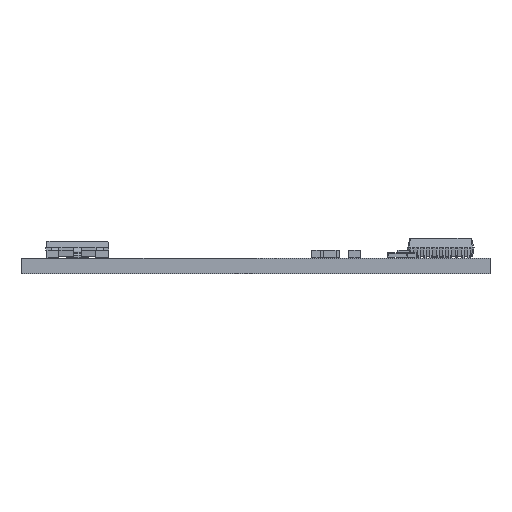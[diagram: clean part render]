
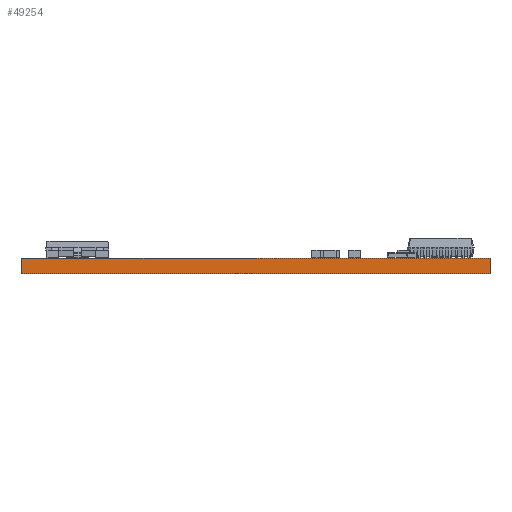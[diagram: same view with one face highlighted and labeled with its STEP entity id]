
A CAD part, left-side view. The second image highlights one B-rep face of the part: STEP entity #49254.
In plain terms, the highlighted planar face has unit normal (-1, 0, 0).
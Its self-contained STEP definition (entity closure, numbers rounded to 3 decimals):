
#49254 = ADVANCED_FACE('',(#49255),#49269,.F.);
#49255 = FACE_BOUND('',#49256,.F.);
#49256 = EDGE_LOOP('',(#49257,#49292,#49320,#49348));
#49257 = ORIENTED_EDGE('',*,*,#49258,.T.);
#49258 = EDGE_CURVE('',#49259,#49261,#49263,.T.);
#49259 = VERTEX_POINT('',#49260);
#49260 = CARTESIAN_POINT('',(99.06,-48.26,0.));
#49261 = VERTEX_POINT('',#49262);
#49262 = CARTESIAN_POINT('',(99.06,-48.26,1.6));
#49263 = SURFACE_CURVE('',#49264,(#49268,#49280),.PCURVE_S1.);
#49264 = LINE('',#49265,#49266);
#49265 = CARTESIAN_POINT('',(99.06,-48.26,0.));
#49266 = VECTOR('',#49267,1.);
#49267 = DIRECTION('',(0.,0.,1.));
#49268 = PCURVE('',#49269,#49274);
#49269 = PLANE('',#49270);
#49270 = AXIS2_PLACEMENT_3D('',#49271,#49272,#49273);
#49271 = CARTESIAN_POINT('',(99.06,-48.26,0.));
#49272 = DIRECTION('',(1.,0.,0.));
#49273 = DIRECTION('',(0.,-1.,0.));
#49274 = DEFINITIONAL_REPRESENTATION('',(#49275),#49279);
#49275 = LINE('',#49276,#49277);
#49276 = CARTESIAN_POINT('',(0.,0.));
#49277 = VECTOR('',#49278,1.);
#49278 = DIRECTION('',(0.,-1.));
#49279 = ( GEOMETRIC_REPRESENTATION_CONTEXT(2) 
PARAMETRIC_REPRESENTATION_CONTEXT() REPRESENTATION_CONTEXT('2D SPACE',''
  ) );
#49280 = PCURVE('',#49281,#49286);
#49281 = PLANE('',#49282);
#49282 = AXIS2_PLACEMENT_3D('',#49283,#49284,#49285);
#49283 = CARTESIAN_POINT('',(152.4,-48.26,0.));
#49284 = DIRECTION('',(0.,-1.,0.));
#49285 = DIRECTION('',(-1.,0.,0.));
#49286 = DEFINITIONAL_REPRESENTATION('',(#49287),#49291);
#49287 = LINE('',#49288,#49289);
#49288 = CARTESIAN_POINT('',(53.34,0.));
#49289 = VECTOR('',#49290,1.);
#49290 = DIRECTION('',(0.,-1.));
#49291 = ( GEOMETRIC_REPRESENTATION_CONTEXT(2) 
PARAMETRIC_REPRESENTATION_CONTEXT() REPRESENTATION_CONTEXT('2D SPACE',''
  ) );
#49292 = ORIENTED_EDGE('',*,*,#49293,.T.);
#49293 = EDGE_CURVE('',#49261,#49294,#49296,.T.);
#49294 = VERTEX_POINT('',#49295);
#49295 = CARTESIAN_POINT('',(99.06,-96.52,1.6));
#49296 = SURFACE_CURVE('',#49297,(#49301,#49308),.PCURVE_S1.);
#49297 = LINE('',#49298,#49299);
#49298 = CARTESIAN_POINT('',(99.06,-48.26,1.6));
#49299 = VECTOR('',#49300,1.);
#49300 = DIRECTION('',(0.,-1.,0.));
#49301 = PCURVE('',#49269,#49302);
#49302 = DEFINITIONAL_REPRESENTATION('',(#49303),#49307);
#49303 = LINE('',#49304,#49305);
#49304 = CARTESIAN_POINT('',(0.,-1.6));
#49305 = VECTOR('',#49306,1.);
#49306 = DIRECTION('',(1.,0.));
#49307 = ( GEOMETRIC_REPRESENTATION_CONTEXT(2) 
PARAMETRIC_REPRESENTATION_CONTEXT() REPRESENTATION_CONTEXT('2D SPACE',''
  ) );
#49308 = PCURVE('',#49309,#49314);
#49309 = PLANE('',#49310);
#49310 = AXIS2_PLACEMENT_3D('',#49311,#49312,#49313);
#49311 = CARTESIAN_POINT('',(99.06,-48.26,1.6));
#49312 = DIRECTION('',(0.,0.,-1.));
#49313 = DIRECTION('',(-1.,0.,0.));
#49314 = DEFINITIONAL_REPRESENTATION('',(#49315),#49319);
#49315 = LINE('',#49316,#49317);
#49316 = CARTESIAN_POINT('',(0.,0.));
#49317 = VECTOR('',#49318,1.);
#49318 = DIRECTION('',(0.,-1.));
#49319 = ( GEOMETRIC_REPRESENTATION_CONTEXT(2) 
PARAMETRIC_REPRESENTATION_CONTEXT() REPRESENTATION_CONTEXT('2D SPACE',''
  ) );
#49320 = ORIENTED_EDGE('',*,*,#49321,.F.);
#49321 = EDGE_CURVE('',#49322,#49294,#49324,.T.);
#49322 = VERTEX_POINT('',#49323);
#49323 = CARTESIAN_POINT('',(99.06,-96.52,0.));
#49324 = SURFACE_CURVE('',#49325,(#49329,#49336),.PCURVE_S1.);
#49325 = LINE('',#49326,#49327);
#49326 = CARTESIAN_POINT('',(99.06,-96.52,0.));
#49327 = VECTOR('',#49328,1.);
#49328 = DIRECTION('',(0.,0.,1.));
#49329 = PCURVE('',#49269,#49330);
#49330 = DEFINITIONAL_REPRESENTATION('',(#49331),#49335);
#49331 = LINE('',#49332,#49333);
#49332 = CARTESIAN_POINT('',(48.26,0.));
#49333 = VECTOR('',#49334,1.);
#49334 = DIRECTION('',(0.,-1.));
#49335 = ( GEOMETRIC_REPRESENTATION_CONTEXT(2) 
PARAMETRIC_REPRESENTATION_CONTEXT() REPRESENTATION_CONTEXT('2D SPACE',''
  ) );
#49336 = PCURVE('',#49337,#49342);
#49337 = PLANE('',#49338);
#49338 = AXIS2_PLACEMENT_3D('',#49339,#49340,#49341);
#49339 = CARTESIAN_POINT('',(99.06,-96.52,0.));
#49340 = DIRECTION('',(0.,1.,0.));
#49341 = DIRECTION('',(1.,0.,0.));
#49342 = DEFINITIONAL_REPRESENTATION('',(#49343),#49347);
#49343 = LINE('',#49344,#49345);
#49344 = CARTESIAN_POINT('',(0.,0.));
#49345 = VECTOR('',#49346,1.);
#49346 = DIRECTION('',(0.,-1.));
#49347 = ( GEOMETRIC_REPRESENTATION_CONTEXT(2) 
PARAMETRIC_REPRESENTATION_CONTEXT() REPRESENTATION_CONTEXT('2D SPACE',''
  ) );
#49348 = ORIENTED_EDGE('',*,*,#49349,.F.);
#49349 = EDGE_CURVE('',#49259,#49322,#49350,.T.);
#49350 = SURFACE_CURVE('',#49351,(#49355,#49362),.PCURVE_S1.);
#49351 = LINE('',#49352,#49353);
#49352 = CARTESIAN_POINT('',(99.06,-48.26,0.));
#49353 = VECTOR('',#49354,1.);
#49354 = DIRECTION('',(0.,-1.,0.));
#49355 = PCURVE('',#49269,#49356);
#49356 = DEFINITIONAL_REPRESENTATION('',(#49357),#49361);
#49357 = LINE('',#49358,#49359);
#49358 = CARTESIAN_POINT('',(0.,0.));
#49359 = VECTOR('',#49360,1.);
#49360 = DIRECTION('',(1.,0.));
#49361 = ( GEOMETRIC_REPRESENTATION_CONTEXT(2) 
PARAMETRIC_REPRESENTATION_CONTEXT() REPRESENTATION_CONTEXT('2D SPACE',''
  ) );
#49362 = PCURVE('',#49363,#49368);
#49363 = PLANE('',#49364);
#49364 = AXIS2_PLACEMENT_3D('',#49365,#49366,#49367);
#49365 = CARTESIAN_POINT('',(99.06,-48.26,0.));
#49366 = DIRECTION('',(0.,0.,-1.));
#49367 = DIRECTION('',(-1.,0.,0.));
#49368 = DEFINITIONAL_REPRESENTATION('',(#49369),#49373);
#49369 = LINE('',#49370,#49371);
#49370 = CARTESIAN_POINT('',(0.,0.));
#49371 = VECTOR('',#49372,1.);
#49372 = DIRECTION('',(0.,-1.));
#49373 = ( GEOMETRIC_REPRESENTATION_CONTEXT(2) 
PARAMETRIC_REPRESENTATION_CONTEXT() REPRESENTATION_CONTEXT('2D SPACE',''
  ) );
